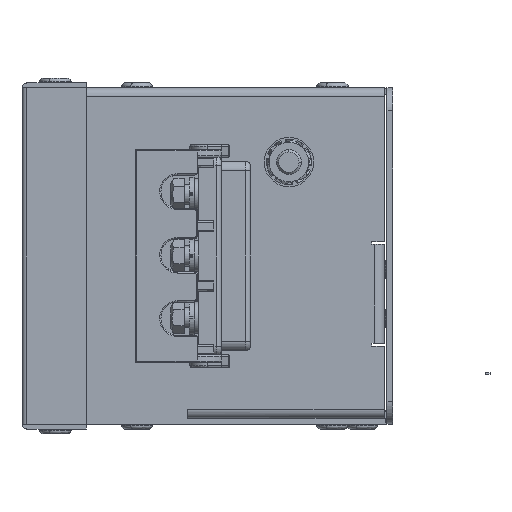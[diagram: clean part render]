
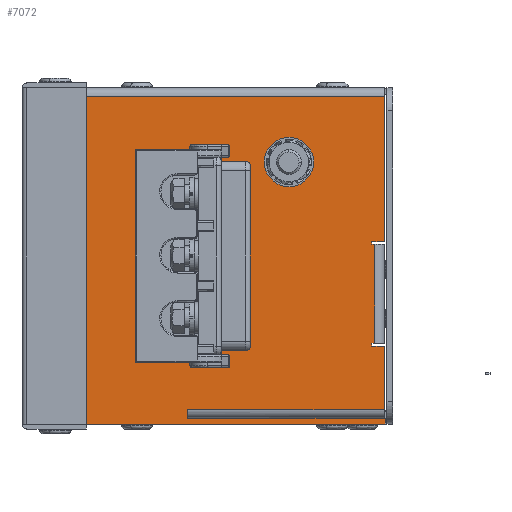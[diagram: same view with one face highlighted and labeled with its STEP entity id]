
A CAD part, left-side view. The second image highlights one B-rep face of the part: STEP entity #7072.
In plain terms, the highlighted planar face has unit normal (-1, 0, 0).
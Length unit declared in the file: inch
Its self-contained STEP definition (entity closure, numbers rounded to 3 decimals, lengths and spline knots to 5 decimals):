
#3 = EDGE_CURVE ( 'NONE', #57285, #54297, #8125, .T. ) ;
#1127 = ORIENTED_EDGE ( 'NONE', *, *, #5820, .T. ) ;
#1224 = DIRECTION ( 'NONE',  ( 0., 0., -1. ) ) ;
#1262 = DIRECTION ( 'NONE',  ( 0., 0., -1. ) ) ;
#1292 = VECTOR ( 'NONE', #17402, 39.37008 ) ;
#3346 = EDGE_CURVE ( 'NONE', #54957, #15347, #14431, .T. ) ;
#3919 = VERTEX_POINT ( 'NONE', #52010 ) ;
#4097 = VERTEX_POINT ( 'NONE', #64352 ) ;
#5730 = ORIENTED_EDGE ( 'NONE', *, *, #52926, .T. ) ;
#5820 = EDGE_CURVE ( 'NONE', #49295, #52434, #61756, .T. ) ;
#6920 = EDGE_CURVE ( 'NONE', #64890, #49611, #63057, .T. ) ;
#7072 = ADVANCED_FACE ( 'NONE', ( #19959, #28659 ), #11266, .F. ) ;
#7473 = DIRECTION ( 'NONE',  ( 0., -1., 0. ) ) ;
#7730 = AXIS2_PLACEMENT_3D ( 'NONE', #31292, #61611, #1224 ) ;
#7871 = DIRECTION ( 'NONE',  ( 0., 1., 0. ) ) ;
#8125 = LINE ( 'NONE', #13139, #63637 ) ;
#8607 = DIRECTION ( 'NONE',  ( 0., 0., 1. ) ) ;
#9207 = ORIENTED_EDGE ( 'NONE', *, *, #41355, .F. ) ;
#11266 = PLANE ( 'NONE',  #42624 ) ;
#12044 = ORIENTED_EDGE ( 'NONE', *, *, #52375, .F. ) ;
#12361 = EDGE_CURVE ( 'NONE', #3919, #52883, #34017, .T. ) ;
#12790 = LINE ( 'NONE', #17141, #36207 ) ;
#12890 = LINE ( 'NONE', #63283, #40710 ) ;
#13139 = CARTESIAN_POINT ( 'NONE',  ( -3.63765, -1.48418, 1.01765 ) ) ;
#13428 = CARTESIAN_POINT ( 'NONE',  ( -3.63765, 1.40165, -1.06109 ) ) ;
#13502 = EDGE_CURVE ( 'NONE', #4097, #35683, #24359, .T. ) ;
#14349 = DIRECTION ( 'NONE',  ( 0., -1., 0. ) ) ;
#14431 = LINE ( 'NONE', #13428, #23513 ) ;
#14455 = LINE ( 'NONE', #34806, #16932 ) ;
#14554 = VECTOR ( 'NONE', #18900, 39.37008 ) ;
#14760 = ORIENTED_EDGE ( 'NONE', *, *, #37284, .F. ) ;
#15283 = CARTESIAN_POINT ( 'NONE',  ( -3.63765, -1.38431, 0.34573 ) ) ;
#15347 = VERTEX_POINT ( 'NONE', #29305 ) ;
#16257 = ORIENTED_EDGE ( 'NONE', *, *, #45143, .T. ) ;
#16619 = ORIENTED_EDGE ( 'NONE', *, *, #3346, .T. ) ;
#16932 = VECTOR ( 'NONE', #65543, 39.37008 ) ;
#17064 = DIRECTION ( 'NONE',  ( 0., 0., -1. ) ) ;
#17141 = CARTESIAN_POINT ( 'NONE',  ( -3.63765, -1.48418, 1.52159 ) ) ;
#17402 = DIRECTION ( 'NONE',  ( 0., 0., -1. ) ) ;
#17798 = ORIENTED_EDGE ( 'NONE', *, *, #20002, .F. ) ;
#17863 = LINE ( 'NONE', #52881, #51054 ) ;
#17890 = CARTESIAN_POINT ( 'NONE',  ( -3.63765, -1.48418, 0.34573 ) ) ;
#18900 = DIRECTION ( 'NONE',  ( 0., 0., -1. ) ) ;
#19437 = VECTOR ( 'NONE', #7473, 39.37008 ) ;
#19854 = VERTEX_POINT ( 'NONE', #47280 ) ;
#19959 = FACE_BOUND ( 'NONE', #55166, .T. ) ;
#20002 = EDGE_CURVE ( 'NONE', #20052, #39707, #42918, .T. ) ;
#20052 = VERTEX_POINT ( 'NONE', #17890 ) ;
#20418 = CARTESIAN_POINT ( 'NONE',  ( -3.63765, -0.72434, 1.09551 ) ) ;
#21649 = VECTOR ( 'NONE', #14349, 39.37008 ) ;
#23304 = CARTESIAN_POINT ( 'NONE',  ( -3.63765, -1.38431, -0.48892 ) ) ;
#23490 = LINE ( 'NONE', #43823, #19437 ) ;
#23513 = VECTOR ( 'NONE', #35468, 39.37008 ) ;
#23760 = ORIENTED_EDGE ( 'NONE', *, *, #65026, .F. ) ;
#24359 = LINE ( 'NONE', #56014, #65154 ) ;
#24529 = VERTEX_POINT ( 'NONE', #29406 ) ;
#25259 = ORIENTED_EDGE ( 'NONE', *, *, #25482, .F. ) ;
#25482 = EDGE_CURVE ( 'NONE', #45924, #64890, #14455, .T. ) ;
#26431 = CARTESIAN_POINT ( 'NONE',  ( -3.63765, -1.38431, -0.4653 ) ) ;
#26555 = CARTESIAN_POINT ( 'NONE',  ( -3.63765, -1.48418, -0.48892 ) ) ;
#27057 = CARTESIAN_POINT ( 'NONE',  ( -3.63765, 0.08472, 1.52159 ) ) ;
#27107 = CARTESIAN_POINT ( 'NONE',  ( -3.63765, -0.72434, 0.97828 ) ) ;
#27927 = DIRECTION ( 'NONE',  ( 0., 0., 1. ) ) ;
#27977 = CARTESIAN_POINT ( 'NONE',  ( -3.63765, -1.49205, -1.06109 ) ) ;
#28448 = ORIENTED_EDGE ( 'NONE', *, *, #12361, .F. ) ;
#28659 = FACE_OUTER_BOUND ( 'NONE', #33388, .T. ) ;
#29278 = CARTESIAN_POINT ( 'NONE',  ( -3.63765, -1.40793, 1.01765 ) ) ;
#29305 = CARTESIAN_POINT ( 'NONE',  ( -3.63765, 0.08472, -1.06109 ) ) ;
#29406 = CARTESIAN_POINT ( 'NONE',  ( -3.63765, 0.08472, -0.99416 ) ) ;
#31292 = CARTESIAN_POINT ( 'NONE',  ( -3.63765, -0.72434, 0.97828 ) ) ;
#31382 = EDGE_CURVE ( 'NONE', #4097, #3919, #12890, .T. ) ;
#31384 = ORIENTED_EDGE ( 'NONE', *, *, #45847, .F. ) ;
#33072 = LINE ( 'NONE', #64108, #1292 ) ;
#33388 = EDGE_LOOP ( 'NONE', ( #5730, #9207, #59696, #31384, #64893, #25259, #12044, #14760, #23760, #17798, #60806, #28448, #56518, #38067, #35637, #16619 ) ) ;
#33496 = DIRECTION ( 'NONE',  ( 0., 0., 1. ) ) ;
#34017 = LINE ( 'NONE', #64064, #51158 ) ;
#34099 = CARTESIAN_POINT ( 'NONE',  ( -3.63765, -1.49205, -1.06109 ) ) ;
#34806 = CARTESIAN_POINT ( 'NONE',  ( -3.63765, -1.38431, -0.4653 ) ) ;
#35468 = DIRECTION ( 'NONE',  ( 0., 1., 0. ) ) ;
#35637 = ORIENTED_EDGE ( 'NONE', *, *, #54164, .T. ) ;
#35683 = VERTEX_POINT ( 'NONE', #40033 ) ;
#35698 = CARTESIAN_POINT ( 'NONE',  ( -3.63765, -1.48418, -0.48892 ) ) ;
#36207 = VECTOR ( 'NONE', #52814, 39.37008 ) ;
#36285 = CARTESIAN_POINT ( 'NONE',  ( -3.63765, -3.07867, 1.52159 ) ) ;
#37284 = EDGE_CURVE ( 'NONE', #42136, #19854, #23490, .T. ) ;
#37366 = CARTESIAN_POINT ( 'NONE',  ( -3.63765, -1.48418, 1.50191 ) ) ;
#37653 = CARTESIAN_POINT ( 'NONE',  ( -3.63765, -1.40793, -0.4653 ) ) ;
#37823 = VECTOR ( 'NONE', #8607, 39.37008 ) ;
#38067 = ORIENTED_EDGE ( 'NONE', *, *, #13502, .T. ) ;
#39707 = VERTEX_POINT ( 'NONE', #15283 ) ;
#40033 = CARTESIAN_POINT ( 'NONE',  ( -3.63765, -1.49205, -1.10833 ) ) ;
#40454 = CARTESIAN_POINT ( 'NONE',  ( -3.63765, -1.38431, 0.3221 ) ) ;
#40705 = LINE ( 'NONE', #35698, #21649 ) ;
#40710 = VECTOR ( 'NONE', #27927, 39.37008 ) ;
#41355 = EDGE_CURVE ( 'NONE', #57285, #24529, #17863, .T. ) ;
#41885 = EDGE_CURVE ( 'NONE', #20052, #52883, #12790, .T. ) ;
#42022 = DIRECTION ( 'NONE',  ( 0., 0., 1. ) ) ;
#42136 = VERTEX_POINT ( 'NONE', #40454 ) ;
#42624 = AXIS2_PLACEMENT_3D ( 'NONE', #36285, #61646, #1262 ) ;
#42741 = DIRECTION ( 'NONE',  ( 1., 0., 0. ) ) ;
#42918 = LINE ( 'NONE', #48583, #43344 ) ;
#43344 = VECTOR ( 'NONE', #53595, 39.37008 ) ;
#43823 = CARTESIAN_POINT ( 'NONE',  ( -3.63765, -1.40793, 0.3221 ) ) ;
#45143 = EDGE_CURVE ( 'NONE', #52434, #49295, #56740, .T. ) ;
#45559 = CARTESIAN_POINT ( 'NONE',  ( -3.63765, -0.72434, 0.86106 ) ) ;
#45847 = EDGE_CURVE ( 'NONE', #49611, #54297, #40705, .T. ) ;
#45924 = VERTEX_POINT ( 'NONE', #37653 ) ;
#46539 = VECTOR ( 'NONE', #42022, 39.37008 ) ;
#47280 = CARTESIAN_POINT ( 'NONE',  ( -3.63765, -1.40793, 0.3221 ) ) ;
#48583 = CARTESIAN_POINT ( 'NONE',  ( -3.63765, -1.38431, 0.34573 ) ) ;
#49295 = VERTEX_POINT ( 'NONE', #20418 ) ;
#49611 = VERTEX_POINT ( 'NONE', #51267 ) ;
#51054 = VECTOR ( 'NONE', #7871, 39.37008 ) ;
#51158 = VECTOR ( 'NONE', #64396, 39.37008 ) ;
#51267 = CARTESIAN_POINT ( 'NONE',  ( -3.63765, -1.38431, -0.48892 ) ) ;
#52010 = CARTESIAN_POINT ( 'NONE',  ( -3.63765, 0.88984, 1.50191 ) ) ;
#52375 = EDGE_CURVE ( 'NONE', #19854, #45924, #60955, .T. ) ;
#52434 = VERTEX_POINT ( 'NONE', #45559 ) ;
#52814 = DIRECTION ( 'NONE',  ( 0., 0., 1. ) ) ;
#52881 = CARTESIAN_POINT ( 'NONE',  ( -3.63765, -3.07867, -0.99416 ) ) ;
#52883 = VERTEX_POINT ( 'NONE', #37366 ) ;
#52926 = EDGE_CURVE ( 'NONE', #15347, #24529, #57051, .T. ) ;
#53595 = DIRECTION ( 'NONE',  ( 0., 1., 0. ) ) ;
#54164 = EDGE_CURVE ( 'NONE', #35683, #54957, #63634, .T. ) ;
#54297 = VERTEX_POINT ( 'NONE', #26555 ) ;
#54957 = VERTEX_POINT ( 'NONE', #34099 ) ;
#55166 = EDGE_LOOP ( 'NONE', ( #16257, #1127 ) ) ;
#56014 = CARTESIAN_POINT ( 'NONE',  ( -3.63765, 1.40165, -1.10833 ) ) ;
#56518 = ORIENTED_EDGE ( 'NONE', *, *, #31382, .F. ) ;
#56740 = CIRCLE ( 'NONE', #7730, 0.11722 ) ;
#57051 = LINE ( 'NONE', #27057, #46539 ) ;
#57285 = VERTEX_POINT ( 'NONE', #61216 ) ;
#59696 = ORIENTED_EDGE ( 'NONE', *, *, #3, .T. ) ;
#60806 = ORIENTED_EDGE ( 'NONE', *, *, #41885, .T. ) ;
#60955 = LINE ( 'NONE', #29278, #14554 ) ;
#61216 = CARTESIAN_POINT ( 'NONE',  ( -3.63765, -1.48418, -0.99416 ) ) ;
#61370 = DIRECTION ( 'NONE',  ( 0., -1., 0. ) ) ;
#61611 = DIRECTION ( 'NONE',  ( 1., 0., 0. ) ) ;
#61646 = DIRECTION ( 'NONE',  ( 1., 0., 0. ) ) ;
#61756 = CIRCLE ( 'NONE', #62791, 0.11722 ) ;
#62697 = DIRECTION ( 'NONE',  ( 0., 0., -1. ) ) ;
#62791 = AXIS2_PLACEMENT_3D ( 'NONE', #27107, #42741, #17064 ) ;
#62888 = VECTOR ( 'NONE', #62697, 39.37008 ) ;
#63057 = LINE ( 'NONE', #23304, #62888 ) ;
#63283 = CARTESIAN_POINT ( 'NONE',  ( -3.63765, 0.88984, 1.52159 ) ) ;
#63634 = LINE ( 'NONE', #27977, #37823 ) ;
#63637 = VECTOR ( 'NONE', #33496, 39.37008 ) ;
#64064 = CARTESIAN_POINT ( 'NONE',  ( -3.63765, -3.07867, 1.50191 ) ) ;
#64108 = CARTESIAN_POINT ( 'NONE',  ( -3.63765, -1.38431, 0.3221 ) ) ;
#64352 = CARTESIAN_POINT ( 'NONE',  ( -3.63765, 0.88984, -1.10833 ) ) ;
#64396 = DIRECTION ( 'NONE',  ( 0., -1., 0. ) ) ;
#64890 = VERTEX_POINT ( 'NONE', #26431 ) ;
#64893 = ORIENTED_EDGE ( 'NONE', *, *, #6920, .F. ) ;
#65026 = EDGE_CURVE ( 'NONE', #39707, #42136, #33072, .T. ) ;
#65154 = VECTOR ( 'NONE', #61370, 39.37008 ) ;
#65543 = DIRECTION ( 'NONE',  ( 0., 1., 0. ) ) ;
